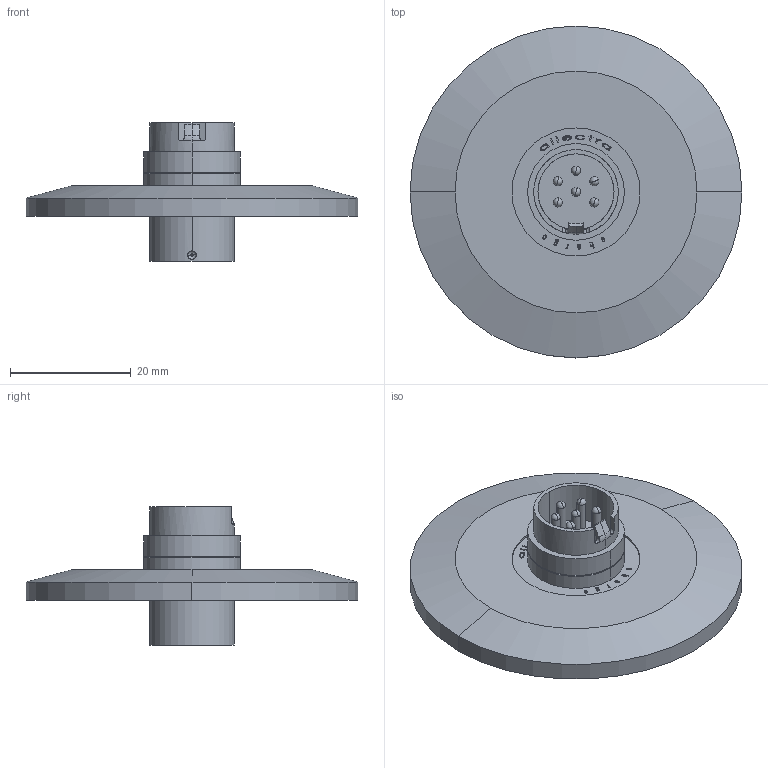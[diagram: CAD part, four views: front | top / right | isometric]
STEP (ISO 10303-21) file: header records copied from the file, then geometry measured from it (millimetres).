
FILE_DESCRIPTION (( 'STEP AP214' ), '1' );
FILE_NAME ('220-CM6-K40.STEP', '2019-11-11T12:53:39', ( 'allectra' ), ( 'Microsoft' ), 'SwSTEP 2.0', 'SolidWorks 2014', '' );
FILE_SCHEMA (( 'AUTOMOTIVE_DESIGN' ));
Length unit declared in the file: millimetre
Products named in the file (6): 220-CM6-K40; 9431-KF40-21,2_431-KF40-B; 9220-CM-W-V0914_Einbuchtung-neu; 9220-CM-GLASS6-PLATE; 9220-PIN-FENI-1,5_pin  vergd.; 220-CM6_220-CM6
Assembly tree (10 placements, depth 3):
  220-CM6-K40
    9431-KF40-21,2_431-KF40-B
    220-CM6_220-CM6
      9220-CM-W-V0914_Einbuchtung-neu
      9220-CM-GLASS6-PLATE
      9220-PIN-FENI-1,5_pin  vergd.  x6
Bounding box: 55 x 55 x 22.9 mm (x, y, z)
Volume: 10624 mm3; surface area: 9361.4 mm2
Topology: 9 solids, 9 shells, 303 faces, 802 edges, 520 vertices
Faces by surface type: plane 113, bspline 99, cylinder 53, sphere 24, cone 7, torus 7
Entity records: 14081 total; most frequent: CARTESIAN_POINT 7730, ORIENTED_EDGE 1416, DIRECTION 975, EDGE_CURVE 708, VERTEX_POINT 470, LINE 369, VECTOR 369, EDGE_LOOP 316
